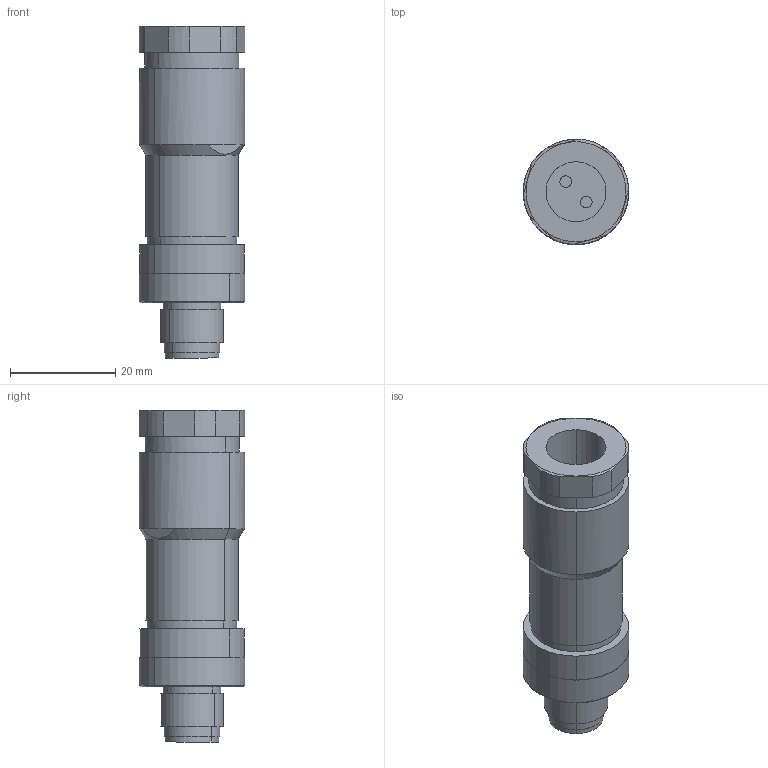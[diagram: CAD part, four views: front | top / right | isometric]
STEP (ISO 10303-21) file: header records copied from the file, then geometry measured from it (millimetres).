
FILE_DESCRIPTION(('CATIA V5 STEP Exchange','CAx-IF Rec.Pracs.--- Model Styling and Organization---1.4--- 2014-01-23'),'2;1');
FILE_NAME ('034368-1_0', '2021-01-11T16:03:05+00:00', ('none'), ('Weidmueller'), 'CATIA Version 5-6 Release 2016 SP3 HF44', 'CATIA V5 STEP AP214', 'none');
FILE_SCHEMA(('AUTOMOTIVE_DESIGN { 1 0 10303 214 1 1 1 1 }'));
Length unit declared in the file: millimetre
Products named in the file (1): 9457540000
Bounding box: 20 x 20 x 63 mm (x, y, z)
Volume: 14004.9 mm3; surface area: 6065.4 mm2
Topology: 7 solids, 7 shells, 131 faces, 305 edges, 184 vertices
Faces by surface type: cylinder 61, plane 50, cone 10, sphere 10
Entity records: 3795 total; most frequent: CARTESIAN_POINT 1005, ORIENTED_EDGE 570, DIRECTION 494, EDGE_CURVE 285, AXIS2_PLACEMENT_3D 255, VERTEX_POINT 184, EDGE_LOOP 147, CIRCLE 132
